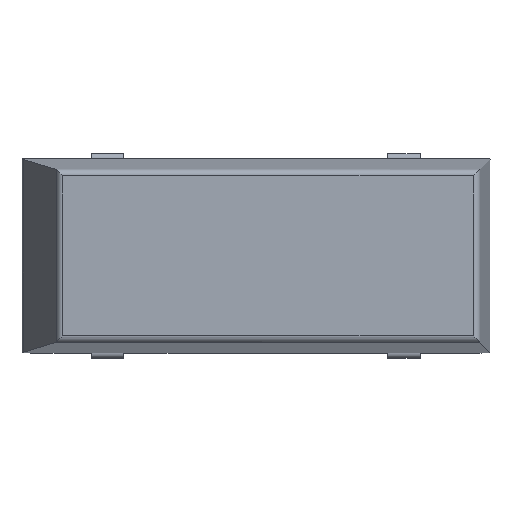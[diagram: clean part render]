
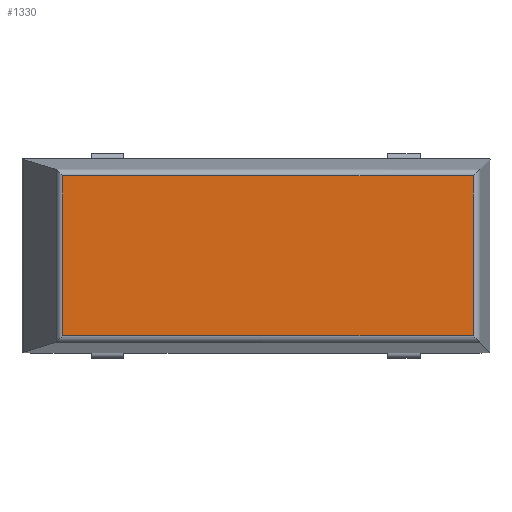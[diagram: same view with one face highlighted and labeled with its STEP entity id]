
A CAD part, top view. The second image highlights one B-rep face of the part: STEP entity #1330.
In plain terms, the highlighted planar face has unit normal (0, 0, 1).
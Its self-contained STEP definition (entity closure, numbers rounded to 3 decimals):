
#80=PLANE('',#1468);
#154=FACE_OUTER_BOUND('',#228,.T.);
#228=EDGE_LOOP('',(#1179,#1180,#1181,#1182));
#364=LINE('',#2216,#504);
#365=LINE('',#2223,#505);
#367=LINE('',#2229,#507);
#369=LINE('',#2235,#509);
#504=VECTOR('',#1798,10.);
#505=VECTOR('',#1807,10.);
#507=VECTOR('',#1813,10.);
#509=VECTOR('',#1821,10.);
#666=VERTEX_POINT('',#2214);
#667=VERTEX_POINT('',#2215);
#669=VERTEX_POINT('',#2222);
#671=VERTEX_POINT('',#2228);
#842=EDGE_CURVE('',#666,#667,#364,.T.);
#846=EDGE_CURVE('',#667,#669,#365,.T.);
#849=EDGE_CURVE('',#669,#671,#367,.T.);
#853=EDGE_CURVE('',#671,#666,#369,.T.);
#1179=ORIENTED_EDGE('',*,*,#842,.F.);
#1180=ORIENTED_EDGE('',*,*,#853,.F.);
#1181=ORIENTED_EDGE('',*,*,#849,.F.);
#1182=ORIENTED_EDGE('',*,*,#846,.F.);
#1330=ADVANCED_FACE('',(#154),#80,.T.);
#1468=AXIS2_PLACEMENT_3D('',#2236,#1822,#1823);
#1798=DIRECTION('',(-1.,0.,0.));
#1807=DIRECTION('',(0.,1.,0.));
#1813=DIRECTION('',(1.,0.,0.));
#1821=DIRECTION('',(0.,-1.,0.));
#1822=DIRECTION('center_axis',(0.,0.,1.));
#1823=DIRECTION('ref_axis',(1.,0.,0.));
#2214=CARTESIAN_POINT('',(4.034,-1.484,2.5));
#2215=CARTESIAN_POINT('',(-3.585,-1.484,2.5));
#2216=CARTESIAN_POINT('',(2.175,-1.484,2.5));
#2222=CARTESIAN_POINT('',(-3.585,1.484,2.5));
#2223=CARTESIAN_POINT('',(-3.585,-0.9,2.5));
#2228=CARTESIAN_POINT('',(4.034,1.484,2.5));
#2229=CARTESIAN_POINT('',(2.175,1.484,2.5));
#2235=CARTESIAN_POINT('',(4.034,-0.9,2.5));
#2236=CARTESIAN_POINT('Origin',(0.,0.,2.5));
